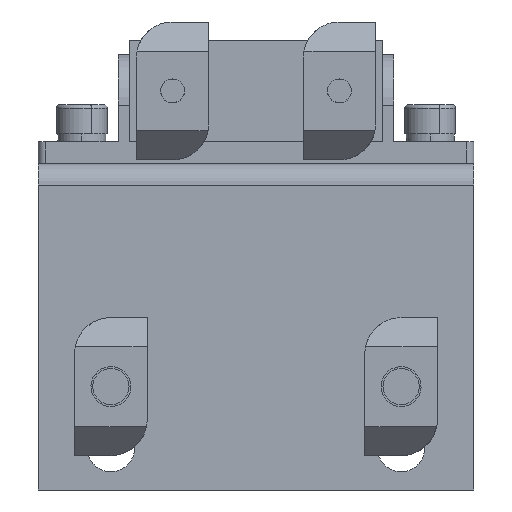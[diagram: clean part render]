
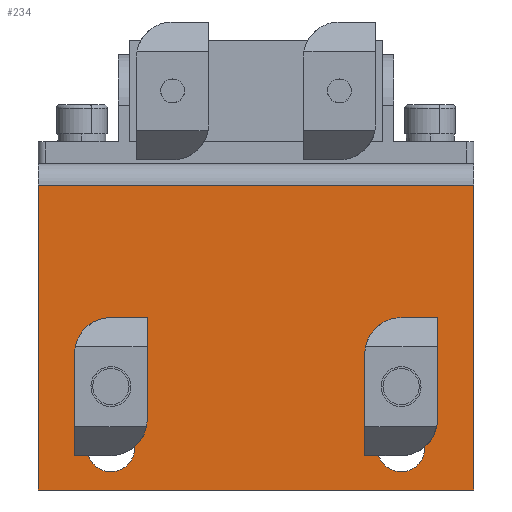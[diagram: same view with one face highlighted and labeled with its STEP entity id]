
A CAD part, left-side view. The second image highlights one B-rep face of the part: STEP entity #234.
In plain terms, the highlighted planar face has unit normal (-1, 0, 0).
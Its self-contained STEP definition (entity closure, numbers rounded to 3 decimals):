
#234 = ADVANCED_FACE ( 'NONE', ( #9805, #9871, #9735 ), #2354, .F. ) ;
#692 = CARTESIAN_POINT ( 'NONE',  ( -12.4, 27.056, -10.577 ) ) ;
#830 = CARTESIAN_POINT ( 'NONE',  ( -12.4, -19.694, -38.327 ) ) ;
#858 = CARTESIAN_POINT ( 'NONE',  ( -12.4, -19.694, -46.827 ) ) ;
#874 = CARTESIAN_POINT ( 'NONE',  ( -12.4, -26.194, -38.327 ) ) ;
#976 = CARTESIAN_POINT ( 'NONE',  ( -12.4, 27.056, -52.577 ) ) ;
#993 = CARTESIAN_POINT ( 'NONE',  ( -12.4, -32.944, -52.577 ) ) ;
#999 = CARTESIAN_POINT ( 'NONE',  ( -12.4, -32.944, -10.577 ) ) ;
#1073 = CARTESIAN_POINT ( 'NONE',  ( -12.4, -26.194, -46.827 ) ) ;
#1075 = CARTESIAN_POINT ( 'NONE',  ( -12.4, 13.806, -38.327 ) ) ;
#1076 = CARTESIAN_POINT ( 'NONE',  ( -12.4, 13.806, -46.827 ) ) ;
#1159 = CARTESIAN_POINT ( 'NONE',  ( -12.4, 20.306, -38.327 ) ) ;
#2354 = PLANE ( 'NONE',  #9904 ) ;
#2355 = CARTESIAN_POINT ( 'NONE',  ( -12.4, 27.056, -52.577 ) ) ;
#2356 = DIRECTION ( 'NONE',  ( 1., 0., 0. ) ) ;
#2367 = DIRECTION ( 'NONE',  ( 0., 1., 0. ) ) ;
#3202 = VERTEX_POINT ( 'NONE', #976 ) ;
#3245 = VERTEX_POINT ( 'NONE', #993 ) ;
#3409 = ORIENTED_EDGE ( 'NONE', *, *, #9670, .T. ) ;
#3410 = ORIENTED_EDGE ( 'NONE', *, *, #9947, .T. ) ;
#3428 = ORIENTED_EDGE ( 'NONE', *, *, #9666, .T. ) ;
#3502 = ORIENTED_EDGE ( 'NONE', *, *, #9941, .T. ) ;
#3506 = ORIENTED_EDGE ( 'NONE', *, *, #9939, .F. ) ;
#3510 = ORIENTED_EDGE ( 'NONE', *, *, #9940, .T. ) ;
#3522 = ORIENTED_EDGE ( 'NONE', *, *, #9950, .T. ) ;
#3530 = ORIENTED_EDGE ( 'NONE', *, *, #9951, .T. ) ;
#3600 = ORIENTED_EDGE ( 'NONE', *, *, #9944, .T. ) ;
#3601 = ORIENTED_EDGE ( 'NONE', *, *, #9946, .T. ) ;
#3617 = ORIENTED_EDGE ( 'NONE', *, *, #9942, .T. ) ;
#3620 = ORIENTED_EDGE ( 'NONE', *, *, #9943, .T. ) ;
#3623 = ORIENTED_EDGE ( 'NONE', *, *, #9945, .T. ) ;
#3626 = ORIENTED_EDGE ( 'NONE', *, *, #9938, .F. ) ;
#4045 = VERTEX_POINT ( 'NONE', #999 ) ;
#4051 = VERTEX_POINT ( 'NONE', #874 ) ;
#4065 = VERTEX_POINT ( 'NONE', #858 ) ;
#4118 = VERTEX_POINT ( 'NONE', #692 ) ;
#4119 = VERTEX_POINT ( 'NONE', #1076 ) ;
#4127 = VERTEX_POINT ( 'NONE', #1075 ) ;
#4128 = VERTEX_POINT ( 'NONE', #1073 ) ;
#4130 = VERTEX_POINT ( 'NONE', #1159 ) ;
#4141 = VERTEX_POINT ( 'NONE', #830 ) ;
#4155 = CIRCLE ( 'NONE', #10478, 3.25 ) ;
#4156 = CIRCLE ( 'NONE', #10457, 3.25 ) ;
#4177 = CIRCLE ( 'NONE', #10483, 3.25 ) ;
#4178 = CIRCLE ( 'NONE', #10458, 3.25 ) ;
#4700 = CARTESIAN_POINT ( 'NONE',  ( -12.4, -22.944, -50.077 ) ) ;
#4713 = CARTESIAN_POINT ( 'NONE',  ( -12.4, 17.056, -50.077 ) ) ;
#4715 = CARTESIAN_POINT ( 'NONE',  ( -12.4, 20.306, -46.827 ) ) ;
#5529 = AXIS2_PLACEMENT_3D ( 'NONE', #6213, #6214, #6215 ) ;
#5557 = AXIS2_PLACEMENT_3D ( 'NONE', #6201, #6202, #6203 ) ;
#6201 = CARTESIAN_POINT ( 'NONE',  ( -12.4, -22.944, -46.827 ) ) ;
#6202 = DIRECTION ( 'NONE',  ( 1., 0., 0. ) ) ;
#6203 = DIRECTION ( 'NONE',  ( 0., 0., -1. ) ) ;
#6213 = CARTESIAN_POINT ( 'NONE',  ( -12.4, 17.056, -46.827 ) ) ;
#6214 = DIRECTION ( 'NONE',  ( 1., 0., 0. ) ) ;
#6215 = DIRECTION ( 'NONE',  ( 0., 0., -1. ) ) ;
#6664 = CARTESIAN_POINT ( 'NONE',  ( -12.4, 17.056, -38.327 ) ) ;
#6689 = LINE ( 'NONE', #6690, #10465 ) ;
#6690 = CARTESIAN_POINT ( 'NONE',  ( -12.4, 27.056, -52.577 ) ) ;
#6691 = DIRECTION ( 'NONE',  ( 0., 0., 1. ) ) ;
#6692 = LINE ( 'NONE', #6693, #10467 ) ;
#6693 = CARTESIAN_POINT ( 'NONE',  ( -12.4, 27.056, -10.577 ) ) ;
#6694 = DIRECTION ( 'NONE',  ( 0., -1., 0. ) ) ;
#6695 = DIRECTION ( 'NONE',  ( 1., 0., 0. ) ) ;
#6696 = DIRECTION ( 'NONE',  ( 0., 0., 1. ) ) ;
#6697 = CARTESIAN_POINT ( 'NONE',  ( -12.4, -22.944, -38.327 ) ) ;
#6698 = LINE ( 'NONE', #6699, #10476 ) ;
#6699 = CARTESIAN_POINT ( 'NONE',  ( -12.4, 20.306, -46.827 ) ) ;
#6700 = DIRECTION ( 'NONE',  ( 0., 0., 1. ) ) ;
#6701 = LINE ( 'NONE', #6702, #10466 ) ;
#6702 = CARTESIAN_POINT ( 'NONE',  ( -12.4, 13.806, -46.827 ) ) ;
#6703 = DIRECTION ( 'NONE',  ( 0., 0., -1. ) ) ;
#6704 = DIRECTION ( 'NONE',  ( 1., 0., 0. ) ) ;
#6705 = DIRECTION ( 'NONE',  ( 0., 0., 1. ) ) ;
#6706 = CARTESIAN_POINT ( 'NONE',  ( -12.4, 17.056, -46.827 ) ) ;
#6707 = DIRECTION ( 'NONE',  ( 1., 0., 0. ) ) ;
#6708 = DIRECTION ( 'NONE',  ( 0., 0., -1. ) ) ;
#6709 = CARTESIAN_POINT ( 'NONE',  ( -12.4, -22.944, -46.827 ) ) ;
#6710 = LINE ( 'NONE', #6711, #10474 ) ;
#6711 = CARTESIAN_POINT ( 'NONE',  ( -12.4, -19.694, -46.827 ) ) ;
#6712 = DIRECTION ( 'NONE',  ( 0., 0., 1. ) ) ;
#6713 = LINE ( 'NONE', #6714, #10477 ) ;
#6714 = CARTESIAN_POINT ( 'NONE',  ( -12.4, -26.194, -46.827 ) ) ;
#6715 = DIRECTION ( 'NONE',  ( 0., 0., -1. ) ) ;
#6716 = DIRECTION ( 'NONE',  ( 1., 0., 0. ) ) ;
#6717 = DIRECTION ( 'NONE',  ( 0., 0., -1. ) ) ;
#6725 = LINE ( 'NONE', #6726, #10473 ) ;
#6726 = CARTESIAN_POINT ( 'NONE',  ( -12.4, 27.056, -52.577 ) ) ;
#6727 = DIRECTION ( 'NONE',  ( 0., -1., 0. ) ) ;
#6728 = LINE ( 'NONE', #6729, #10461 ) ;
#6729 = CARTESIAN_POINT ( 'NONE',  ( -12.4, -32.944, -52.577 ) ) ;
#6730 = DIRECTION ( 'NONE',  ( 0., 0., 1. ) ) ;
#8047 = VERTEX_POINT ( 'NONE', #4700 ) ;
#8060 = VERTEX_POINT ( 'NONE', #4713 ) ;
#8062 = VERTEX_POINT ( 'NONE', #4715 ) ;
#9079 = EDGE_LOOP ( 'NONE', ( #3617, #3600, #3409, #3502, #3510 ) ) ;
#9080 = EDGE_LOOP ( 'NONE', ( #3601, #3410, #3428, #3623, #3620 ) ) ;
#9173 = EDGE_LOOP ( 'NONE', ( #3530, #3506, #3626, #3522 ) ) ;
#9666 = EDGE_CURVE ( 'NONE', #8047, #4065, #10518, .T. ) ;
#9670 = EDGE_CURVE ( 'NONE', #8060, #8062, #10520, .T. ) ;
#9735 = FACE_OUTER_BOUND ( 'NONE', #9173, .T. ) ;
#9805 = FACE_BOUND ( 'NONE', #9080, .T. ) ;
#9871 = FACE_BOUND ( 'NONE', #9079, .T. ) ;
#9904 = AXIS2_PLACEMENT_3D ( 'NONE', #2355, #2356, #2367 ) ;
#9938 = EDGE_CURVE ( 'NONE', #3202, #4118, #6689, .T. ) ;
#9939 = EDGE_CURVE ( 'NONE', #4118, #4045, #6692, .T. ) ;
#9940 = EDGE_CURVE ( 'NONE', #4130, #4127, #4177, .T. ) ;
#9941 = EDGE_CURVE ( 'NONE', #8062, #4130, #6698, .T. ) ;
#9942 = EDGE_CURVE ( 'NONE', #4127, #4119, #6701, .T. ) ;
#9943 = EDGE_CURVE ( 'NONE', #4141, #4051, #4178, .T. ) ;
#9944 = EDGE_CURVE ( 'NONE', #4119, #8060, #4155, .T. ) ;
#9945 = EDGE_CURVE ( 'NONE', #4065, #4141, #6710, .T. ) ;
#9946 = EDGE_CURVE ( 'NONE', #4051, #4128, #6713, .T. ) ;
#9947 = EDGE_CURVE ( 'NONE', #4128, #8047, #4156, .T. ) ;
#9950 = EDGE_CURVE ( 'NONE', #3202, #3245, #6725, .T. ) ;
#9951 = EDGE_CURVE ( 'NONE', #3245, #4045, #6728, .T. ) ;
#10457 = AXIS2_PLACEMENT_3D ( 'NONE', #6709, #6716, #6717 ) ;
#10458 = AXIS2_PLACEMENT_3D ( 'NONE', #6697, #6704, #6705 ) ;
#10461 = VECTOR ( 'NONE', #6730, 1000. ) ;
#10465 = VECTOR ( 'NONE', #6691, 1000. ) ;
#10466 = VECTOR ( 'NONE', #6703, 1000. ) ;
#10467 = VECTOR ( 'NONE', #6694, 1000. ) ;
#10473 = VECTOR ( 'NONE', #6727, 1000. ) ;
#10474 = VECTOR ( 'NONE', #6712, 1000. ) ;
#10476 = VECTOR ( 'NONE', #6700, 1000. ) ;
#10477 = VECTOR ( 'NONE', #6715, 1000. ) ;
#10478 = AXIS2_PLACEMENT_3D ( 'NONE', #6706, #6707, #6708 ) ;
#10483 = AXIS2_PLACEMENT_3D ( 'NONE', #6664, #6695, #6696 ) ;
#10518 = CIRCLE ( 'NONE', #5557, 3.25 ) ;
#10520 = CIRCLE ( 'NONE', #5529, 3.25 ) ;
